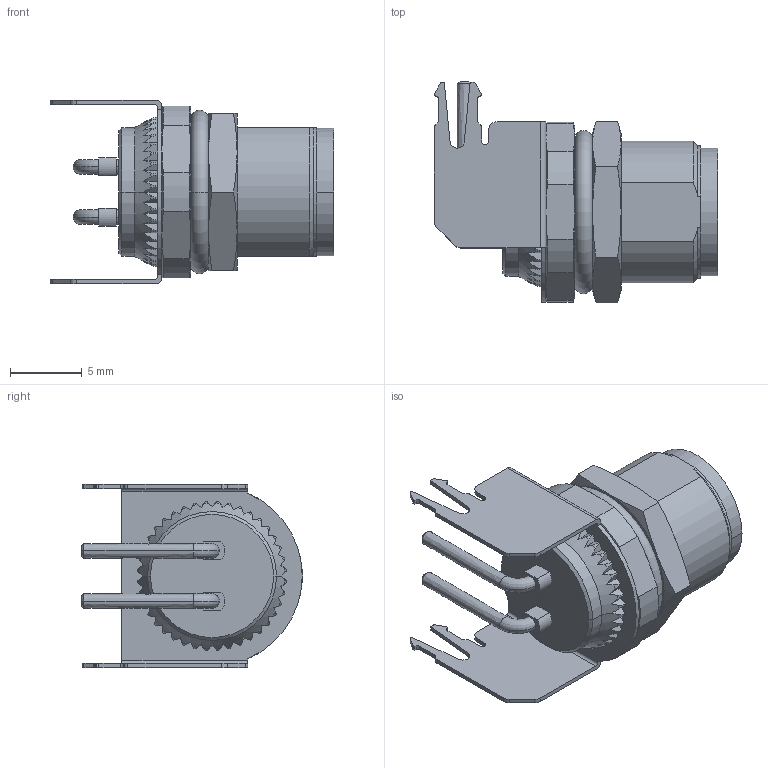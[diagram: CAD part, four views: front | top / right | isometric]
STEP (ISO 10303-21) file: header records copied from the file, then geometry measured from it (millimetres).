
FILE_DESCRIPTION((''),'2;1');
FILE_NAME('M8AS-03PFFR-SF8001_SW0001','2017-02-07T',('ks7709'),(''),'PRO/ENGINEER BY PARAMETRIC TECHNOLOGY CORPORATION, 2013050','PRO/ENGINEER BY PARAMETRIC TECHNOLOGY CORPORATION, 2013050','');
FILE_SCHEMA(('CONFIG_CONTROL_DESIGN'));
Length unit declared in the file: millimetre
Products named in the file (1): M8AS-03PFFR-SF8001_SW0001
Bounding box: 19.8 x 15.5 x 12.8 mm (x, y, z)
Volume: 1220.9 mm3; surface area: 1605.1 mm2
Topology: 1 solids, 1 shells, 432 faces, 1152 edges, 747 vertices
Faces by surface type: plane 187, cylinder 133, torus 47, cone 45, bspline 18, sphere 2
Entity records: 16891 total; most frequent: CARTESIAN_POINT 4938, ORIENTED_EDGE 2304, DIRECTION 2084, EDGE_CURVE 1152, AXIS2_PLACEMENT_3D 780, VERTEX_POINT 747, VECTOR 524, LINE 524
